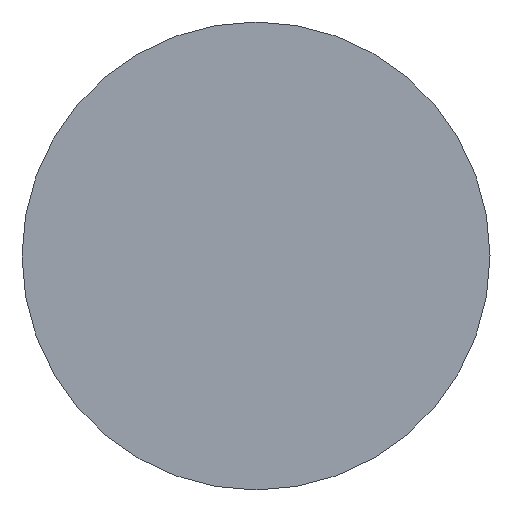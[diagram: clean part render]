
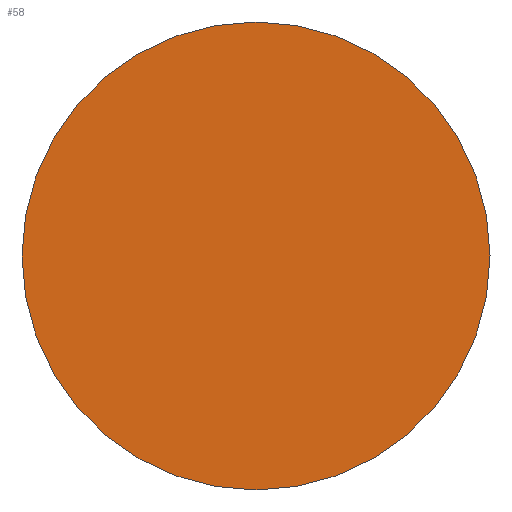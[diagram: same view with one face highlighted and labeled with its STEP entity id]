
A CAD part, left-side view. The second image highlights one B-rep face of the part: STEP entity #58.
In plain terms, the highlighted planar face has unit normal (-1, 0, 0).
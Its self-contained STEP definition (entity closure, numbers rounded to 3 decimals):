
#58=ADVANCED_FACE('',(#121),#123,.T.);
#121=FACE_BOUND('',#122,.T.);
#122=EDGE_LOOP('',(#180));
#123=PLANE('',#124);
#124=AXIS2_PLACEMENT_3D('',#125,#126,#127);
#125=CARTESIAN_POINT('',(0.,0.,0.));
#126=DIRECTION('',(-1.,0.,0.));
#127=DIRECTION('',(0.,0.,-1.));
#180=ORIENTED_EDGE('',*,*,#192,.T.);
#192=EDGE_CURVE('',#198,#198,#199,.T.);
#198=VERTEX_POINT('',#210);
#199=CIRCLE('',#211,3.175);
#210=CARTESIAN_POINT('',(0.,0.,-3.175));
#211=AXIS2_PLACEMENT_3D('',#212,#213,#214);
#212=CARTESIAN_POINT('',(0.,0.,0.));
#213=DIRECTION('',(-1.,0.,0.));
#214=DIRECTION('',(0.,0.,-1.));
